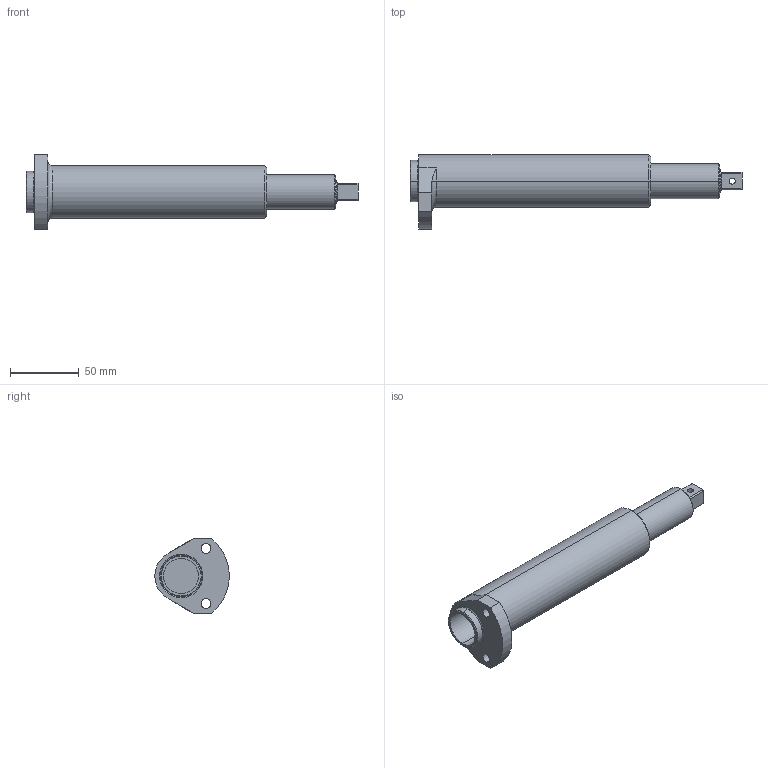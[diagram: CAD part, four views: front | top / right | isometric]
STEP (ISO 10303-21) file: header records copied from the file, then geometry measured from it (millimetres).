
FILE_DESCRIPTION (( 'STEP AP203' ), '1' );
FILE_NAME ('OA-3S3-2-50-50.STEP', '2012-12-19T18:55:48', ( '' ), ( '' ), 'SwSTEP 2.0', 'SolidWorks 2013', '' );
FILE_SCHEMA (( 'CONFIG_CONTROL_DESIGN' ));
Length unit declared in the file: inch
Products named in the file (3): SA-156H; R-5-10-5.97-20-1; OA-3S3-2-50-50
Assembly tree (2 placements, depth 2):
  OA-3S3-2-50-50
    SA-156H
    R-5-10-5.97-20-1
Bounding box: 240.92 x 53.86 x 53.98 mm (x, y, z)
Volume: 188304.5 mm3; surface area: 51520.9 mm2
Topology: 2 solids, 2 shells, 53 faces, 129 edges, 82 vertices
Faces by surface type: cylinder 21, plane 19, torus 7, cone 6
Entity records: 1969 total; most frequent: CARTESIAN_POINT 367, DIRECTION 294, ORIENTED_EDGE 258, EDGE_CURVE 129, AXIS2_PLACEMENT_3D 119, VERTEX_POINT 82, EDGE_LOOP 63, CIRCLE 61
